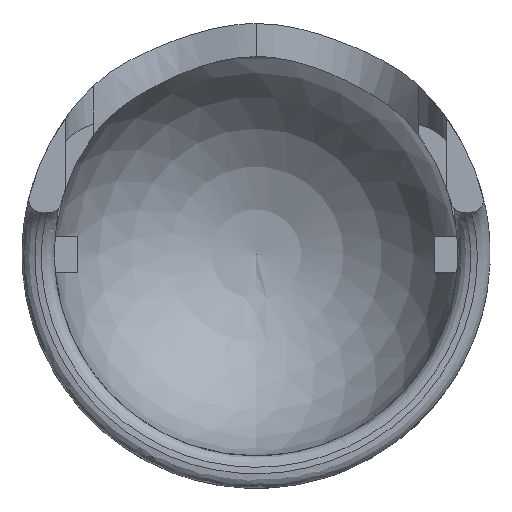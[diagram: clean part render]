
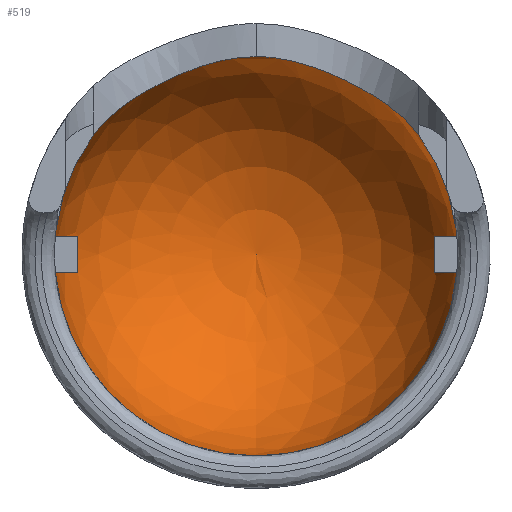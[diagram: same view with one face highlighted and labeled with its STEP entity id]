
A CAD part, front view. The second image highlights one B-rep face of the part: STEP entity #519.
In plain terms, the highlighted spherical face has radius 15.5 mm.
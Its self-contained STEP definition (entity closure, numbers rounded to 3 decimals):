
#14=SPHERICAL_SURFACE($,#564,15.5);
#19=CIRCLE($,#529,15.5);
#20=CIRCLE($,#531,15.5);
#23=CIRCLE($,#538,15.5);
#24=CIRCLE($,#539,15.5);
#25=CIRCLE($,#540,15.5);
#31=CIRCLE($,#553,15.437);
#32=CIRCLE($,#555,7.25);
#33=CIRCLE($,#557,15.437);
#34=CIRCLE($,#559,15.437);
#35=CIRCLE($,#561,7.25);
#36=CIRCLE($,#563,15.437);
#74=FACE_OUTER_BOUND($,#105,.T.);
#105=EDGE_LOOP($,(#458,#459,#460,#461,#462,#463,#464,#465,#466,#467,#468,
#469,#470));
#134=B_SPLINE_CURVE_WITH_KNOTS($,3,(#1392,#1393,#1394,#1395,#1396,#1397,
#1398,#1399,#1400,#1401),.UNSPECIFIED.,.F.,.F.,(4,2,2,2,4),(0.,0.552,
0.926,1.334,1.861),.UNSPECIFIED.);
#136=B_SPLINE_CURVE_WITH_KNOTS($,3,(#1424,#1425,#1426,#1427,#1428,#1429,
#1430,#1431,#1432,#1433,#1434,#1435),.UNSPECIFIED.,.F.,.F.,(4,2,2,2,2,4),
(0.,0.266,0.662,0.963,1.251,
1.486),.UNSPECIFIED.);
#192=VERTEX_POINT($,#680);
#211=VERTEX_POINT($,#1030);
#220=VERTEX_POINT($,#1093);
#221=VERTEX_POINT($,#1097);
#224=VERTEX_POINT($,#1106);
#225=VERTEX_POINT($,#1108);
#227=VERTEX_POINT($,#1113);
#229=VERTEX_POINT($,#1117);
#234=VERTEX_POINT($,#1391);
#236=VERTEX_POINT($,#1448);
#237=VERTEX_POINT($,#1452);
#238=VERTEX_POINT($,#1458);
#239=VERTEX_POINT($,#1462);
#276=EDGE_CURVE($,#220,#192,#19,.T.);
#279=EDGE_CURVE($,#211,#221,#20,.T.);
#288=EDGE_CURVE($,#192,#227,#23,.T.);
#289=EDGE_CURVE($,#229,#225,#24,.T.);
#290=EDGE_CURVE($,#224,#211,#25,.T.);
#302=EDGE_CURVE($,#220,#234,#134,.T.);
#305=EDGE_CURVE($,#234,#221,#136,.T.);
#307=EDGE_CURVE($,#229,#236,#31,.T.);
#309=EDGE_CURVE($,#236,#237,#32,.T.);
#311=EDGE_CURVE($,#237,#227,#33,.T.);
#312=EDGE_CURVE($,#238,#225,#34,.T.);
#314=EDGE_CURVE($,#239,#238,#35,.T.);
#316=EDGE_CURVE($,#224,#239,#36,.T.);
#458=ORIENTED_EDGE($,*,*,#305,.T.);
#459=ORIENTED_EDGE($,*,*,#279,.F.);
#460=ORIENTED_EDGE($,*,*,#290,.F.);
#461=ORIENTED_EDGE($,*,*,#316,.T.);
#462=ORIENTED_EDGE($,*,*,#314,.T.);
#463=ORIENTED_EDGE($,*,*,#312,.T.);
#464=ORIENTED_EDGE($,*,*,#289,.F.);
#465=ORIENTED_EDGE($,*,*,#307,.T.);
#466=ORIENTED_EDGE($,*,*,#309,.T.);
#467=ORIENTED_EDGE($,*,*,#311,.T.);
#468=ORIENTED_EDGE($,*,*,#288,.F.);
#469=ORIENTED_EDGE($,*,*,#276,.F.);
#470=ORIENTED_EDGE($,*,*,#302,.T.);
#519=ADVANCED_FACE($,(#74),#14,.F.);
#529=AXIS2_PLACEMENT_3D($,#1095,#593,#594);
#531=AXIS2_PLACEMENT_3D($,#1100,#599,#600);
#538=AXIS2_PLACEMENT_3D($,#1121,#619,#620);
#539=AXIS2_PLACEMENT_3D($,#1122,#621,#622);
#540=AXIS2_PLACEMENT_3D($,#1123,#623,#624);
#553=AXIS2_PLACEMENT_3D($,#1449,#650,#651);
#555=AXIS2_PLACEMENT_3D($,#1453,#655,#656);
#557=AXIS2_PLACEMENT_3D($,#1456,#660,#661);
#559=AXIS2_PLACEMENT_3D($,#1459,#664,#665);
#561=AXIS2_PLACEMENT_3D($,#1463,#669,#670);
#563=AXIS2_PLACEMENT_3D($,#1466,#674,#675);
#564=AXIS2_PLACEMENT_3D($,#1467,#676,#677);
#593=DIRECTION('center_axis',(0.,1.,0.));
#594=DIRECTION('ref_axis',(0.,0.,
-1.));
#599=DIRECTION('center_axis',(0.,1.,0.));
#600=DIRECTION('ref_axis',(0.,0.,
-1.));
#619=DIRECTION('center_axis',(0.,1.,0.));
#620=DIRECTION('ref_axis',(0.,0.,
-1.));
#621=DIRECTION('center_axis',(0.,1.,0.));
#622=DIRECTION('ref_axis',(0.,0.,
-1.));
#623=DIRECTION('center_axis',(0.,1.,0.));
#624=DIRECTION('ref_axis',(0.,0.,
-1.));
#650=DIRECTION('center_axis',(0.,0.,1.));
#651=DIRECTION('ref_axis',(0.,-1.,0.));
#655=DIRECTION('center_axis',(1.,0.,0.));
#656=DIRECTION('ref_axis',(0.,0.,-1.));
#660=DIRECTION('center_axis',(0.,0.,-1.));
#661=DIRECTION('ref_axis',(0.,1.,0.));
#664=DIRECTION('center_axis',(0.,0.,1.));
#665=DIRECTION('ref_axis',(0.,-1.,0.));
#669=DIRECTION('center_axis',(-1.,0.,0.));
#670=DIRECTION('ref_axis',(0.,0.,1.));
#674=DIRECTION('center_axis',(0.,0.,-1.));
#675=DIRECTION('ref_axis',(0.,1.,0.));
#676=DIRECTION('center_axis',(0.,1.,0.));
#677=DIRECTION('ref_axis',(0.,0.,-1.));
#680=CARTESIAN_POINT('',(15.371,0.,1.996));
#1030=CARTESIAN_POINT('',(-15.371,0.,1.996));
#1093=CARTESIAN_POINT('',(12.478,0.,9.196));
#1095=CARTESIAN_POINT('Origin',(0.,0.,0.));
#1097=CARTESIAN_POINT('',(-12.478,0.,9.196));
#1100=CARTESIAN_POINT('Origin',(0.,0.,0.));
#1106=CARTESIAN_POINT('',(-15.437,0.,1.4));
#1108=CARTESIAN_POINT('',(-15.437,0.,-1.4));
#1113=CARTESIAN_POINT('',(15.437,0.,1.4));
#1117=CARTESIAN_POINT('',(15.437,0.,-1.4));
#1121=CARTESIAN_POINT('Origin',(0.,0.,0.));
#1122=CARTESIAN_POINT('Origin',(0.,0.,0.));
#1123=CARTESIAN_POINT('Origin',(0.,0.,0.));
#1391=CARTESIAN_POINT('',(0.,3.07,15.193));
#1392=CARTESIAN_POINT('Ctrl Pts',(12.478,0.,
9.196));
#1393=CARTESIAN_POINT('Ctrl Pts',(11.624,1.147,10.354));
#1394=CARTESIAN_POINT('Ctrl Pts',(10.577,2.278,11.224));
#1395=CARTESIAN_POINT('Ctrl Pts',(8.444,3.491,12.572));
#1396=CARTESIAN_POINT('Ctrl Pts',(7.573,3.739,13.036));
#1397=CARTESIAN_POINT('Ctrl Pts',(5.675,3.885,13.934));
#1398=CARTESIAN_POINT('Ctrl Pts',(4.703,3.746,14.322));
#1399=CARTESIAN_POINT('Ctrl Pts',(2.526,3.355,14.977));
#1400=CARTESIAN_POINT('Ctrl Pts',(1.28,3.07,15.193));
#1401=CARTESIAN_POINT('Ctrl Pts',(0.,3.07,
15.193));
#1424=CARTESIAN_POINT('Ctrl Pts',(0.,3.07,
15.193));
#1425=CARTESIAN_POINT('Ctrl Pts',(-0.888,3.07,15.193));
#1426=CARTESIAN_POINT('Ctrl Pts',(-1.76,3.207,15.088));
#1427=CARTESIAN_POINT('Ctrl Pts',(-3.879,3.596,14.629));
#1428=CARTESIAN_POINT('Ctrl Pts',(-5.133,3.875,14.172));
#1429=CARTESIAN_POINT('Ctrl Pts',(-7.37,3.786,13.143));
#1430=CARTESIAN_POINT('Ctrl Pts',(-8.241,3.558,12.681));
#1431=CARTESIAN_POINT('Ctrl Pts',(-9.863,2.719,11.688));
#1432=CARTESIAN_POINT('Ctrl Pts',(-10.557,2.156,11.189));
#1433=CARTESIAN_POINT('Ctrl Pts',(-11.654,1.05,10.199));
#1434=CARTESIAN_POINT('Ctrl Pts',(-12.089,0.522,9.723));
#1435=CARTESIAN_POINT('Ctrl Pts',(-12.478,0.,
9.196));
#1448=CARTESIAN_POINT('',(13.7,7.113,-1.4));
#1449=CARTESIAN_POINT('Origin',(0.,0.,-1.4));
#1452=CARTESIAN_POINT('',(13.7,7.113,1.4));
#1453=CARTESIAN_POINT('Origin',(13.7,0.,0.));
#1456=CARTESIAN_POINT('Origin',(0.,0.,1.4));
#1458=CARTESIAN_POINT('',(-13.7,7.113,-1.4));
#1459=CARTESIAN_POINT('Origin',(0.,0.,-1.4));
#1462=CARTESIAN_POINT('',(-13.7,7.113,1.4));
#1463=CARTESIAN_POINT('Origin',(-13.7,0.,0.));
#1466=CARTESIAN_POINT('Origin',(0.,0.,1.4));
#1467=CARTESIAN_POINT('Origin',(0.,0.,0.));
